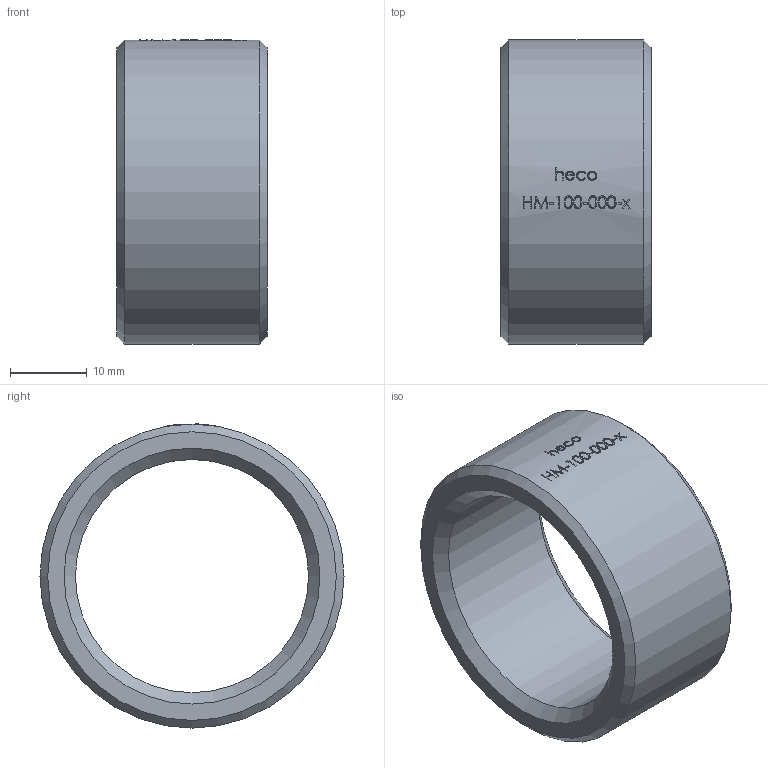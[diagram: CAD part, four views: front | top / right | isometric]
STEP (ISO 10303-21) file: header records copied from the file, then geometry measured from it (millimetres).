
FILE_DESCRIPTION (( 'STEP AP214' ), '1' );
FILE_NAME ('HM-100-000-x halbe Muffe 2305.STEP', '2023-05-05T09:13:48', ( '' ), ( '' ), 'SwSTEP 2.0', 'SolidWorks 2019', '' );
FILE_SCHEMA (( 'AUTOMOTIVE_DESIGN' ));
Length unit declared in the file: millimetre
Products named in the file (1): HM-100-000-x halbe Muffe 2305
Bounding box: 19.5 x 39.5 x 39.53 mm (x, y, z)
Volume: 9506.5 mm3; surface area: 4981.5 mm2
Topology: 1 solids, 1 shells, 179 faces, 458 edges, 304 vertices
Faces by surface type: bspline 80, plane 70, cylinder 25, cone 4
Full cylindrical faces by diameter (mm): 30.291 x1, 39.5 x1
Entity records: 10319 total; most frequent: CARTESIAN_POINT 4737, ORIENTED_EDGE 904, DIRECTION 498, EDGE_CURVE 452, VERTEX_POINT 304, EDGE_LOOP 210, VECTOR 206, LINE 206
